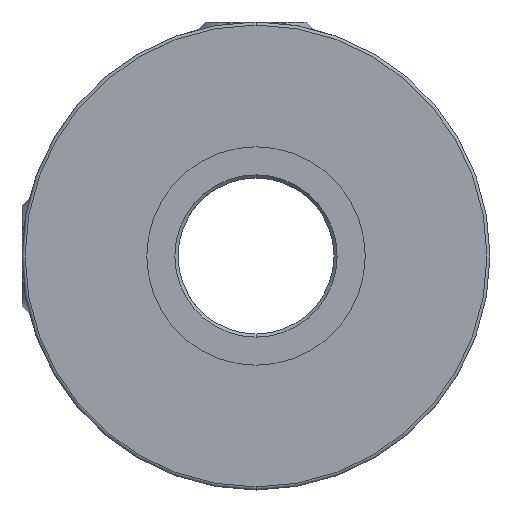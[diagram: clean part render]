
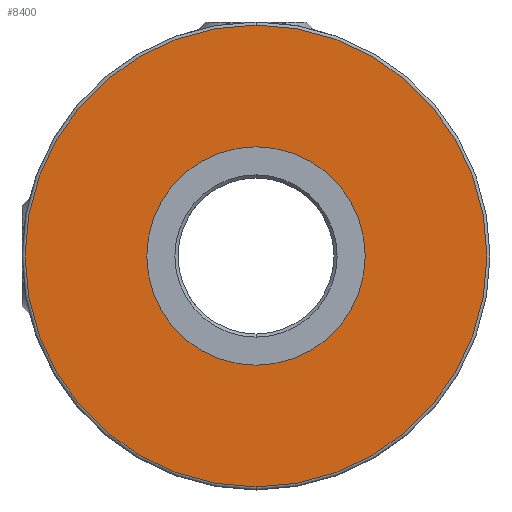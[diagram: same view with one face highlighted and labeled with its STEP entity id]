
A CAD part, front view. The second image highlights one B-rep face of the part: STEP entity #8400.
In plain terms, the highlighted planar face has unit normal (0, -1, 0).
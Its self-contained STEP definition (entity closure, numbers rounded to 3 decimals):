
#108 = CIRCLE ( 'NONE', #7022, 7.4 ) ;
#235 = EDGE_CURVE ( 'NONE', #5539, #8334, #2297, .T. ) ;
#357 = DIRECTION ( 'NONE',  ( 0., 0., 1. ) ) ;
#363 = DIRECTION ( 'NONE',  ( 0., 1., 0. ) ) ;
#731 = ORIENTED_EDGE ( 'NONE', *, *, #235, .T. ) ;
#1568 = CARTESIAN_POINT ( 'NONE',  ( 0., -8., 0. ) ) ;
#1637 = DIRECTION ( 'NONE',  ( 0., 1., 0. ) ) ;
#1660 = DIRECTION ( 'NONE',  ( 0., -1., 0. ) ) ;
#1849 = CARTESIAN_POINT ( 'NONE',  ( 0., -8., 0. ) ) ;
#1896 = DIRECTION ( 'NONE',  ( 0., 0., 1. ) ) ;
#2297 = CIRCLE ( 'NONE', #4758, 3.5 ) ;
#3237 = DIRECTION ( 'NONE',  ( 0., 0., 1. ) ) ;
#3266 = CARTESIAN_POINT ( 'NONE',  ( 0., -8., 3.5 ) ) ;
#3800 = AXIS2_PLACEMENT_3D ( 'NONE', #4067, #363, #1896 ) ;
#3929 = DIRECTION ( 'NONE',  ( 0., 0., 1. ) ) ;
#4067 = CARTESIAN_POINT ( 'NONE',  ( 0., -8., 0. ) ) ;
#4074 = ORIENTED_EDGE ( 'NONE', *, *, #7485, .T. ) ;
#4741 = DIRECTION ( 'NONE',  ( 0., -1., 0. ) ) ;
#4752 = CARTESIAN_POINT ( 'NONE',  ( 0., -8., 7.4 ) ) ;
#4758 = AXIS2_PLACEMENT_3D ( 'NONE', #1568, #7705, #357 ) ;
#5324 = CARTESIAN_POINT ( 'NONE',  ( 0., -8., -7.4 ) ) ;
#5508 = AXIS2_PLACEMENT_3D ( 'NONE', #6743, #1660, #3237 ) ;
#5539 = VERTEX_POINT ( 'NONE', #3266 ) ;
#5711 = EDGE_LOOP ( 'NONE', ( #731, #4074 ) ) ;
#6090 = FACE_BOUND ( 'NONE', #5711, .T. ) ;
#6430 = ORIENTED_EDGE ( 'NONE', *, *, #7534, .T. ) ;
#6711 = VERTEX_POINT ( 'NONE', #4752 ) ;
#6743 = CARTESIAN_POINT ( 'NONE',  ( 0., -8., 0. ) ) ;
#6867 = CARTESIAN_POINT ( 'NONE',  ( 3.5, -8., 0. ) ) ;
#6876 = EDGE_CURVE ( 'NONE', #7439, #6711, #8110, .T. ) ;
#7022 = AXIS2_PLACEMENT_3D ( 'NONE', #1849, #4741, #3929 ) ;
#7261 = CARTESIAN_POINT ( 'NONE',  ( 0., -8., -3.5 ) ) ;
#7439 = VERTEX_POINT ( 'NONE', #5324 ) ;
#7449 = DIRECTION ( 'NONE',  ( 0., 0., 1. ) ) ;
#7485 = EDGE_CURVE ( 'NONE', #8334, #5539, #7634, .T. ) ;
#7499 = PLANE ( 'NONE',  #8096 ) ;
#7534 = EDGE_CURVE ( 'NONE', #6711, #7439, #108, .T. ) ;
#7634 = CIRCLE ( 'NONE', #3800, 3.5 ) ;
#7705 = DIRECTION ( 'NONE',  ( 0., 1., 0. ) ) ;
#7859 = ORIENTED_EDGE ( 'NONE', *, *, #6876, .T. ) ;
#8096 = AXIS2_PLACEMENT_3D ( 'NONE', #6867, #1637, #7449 ) ;
#8110 = CIRCLE ( 'NONE', #5508, 7.4 ) ;
#8334 = VERTEX_POINT ( 'NONE', #7261 ) ;
#8400 = ADVANCED_FACE ( 'NONE', ( #8978, #6090 ), #7499, .F. ) ;
#8588 = EDGE_LOOP ( 'NONE', ( #6430, #7859 ) ) ;
#8978 = FACE_OUTER_BOUND ( 'NONE', #8588, .T. ) ;
